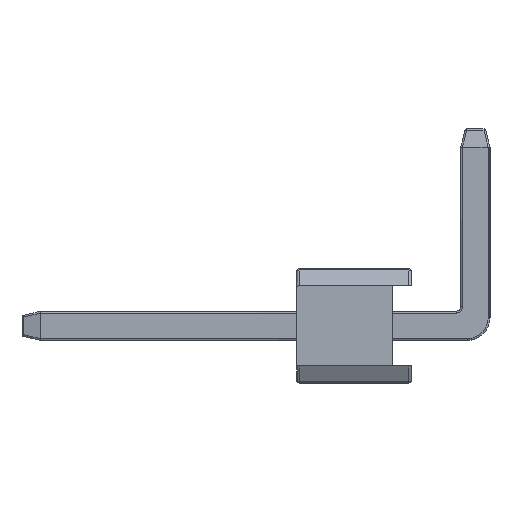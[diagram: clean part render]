
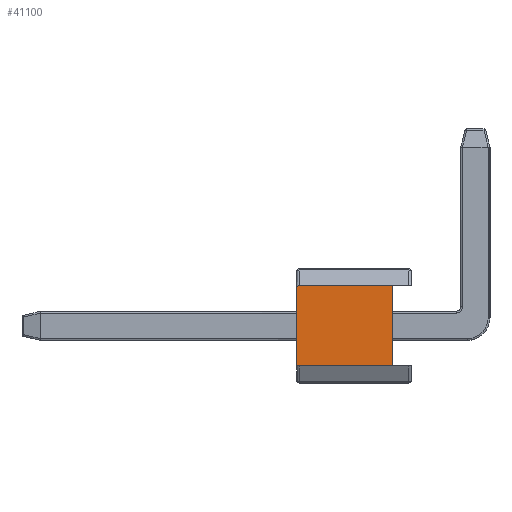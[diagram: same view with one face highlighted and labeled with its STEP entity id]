
A CAD part, left-side view. The second image highlights one B-rep face of the part: STEP entity #41100.
In plain terms, the highlighted planar face has unit normal (-1, 0, -0.004).
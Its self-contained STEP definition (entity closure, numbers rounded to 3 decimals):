
#1084 = VECTOR ( 'NONE', #42862, 1000. ) ;
#1333 = ORIENTED_EDGE ( 'NONE', *, *, #31655, .T. ) ;
#2100 = VERTEX_POINT ( 'NONE', #22611 ) ;
#2439 = VERTEX_POINT ( 'NONE', #36300 ) ;
#2667 = CARTESIAN_POINT ( 'NONE',  ( -44.443, 1.25, -0.875 ) ) ;
#2724 = CARTESIAN_POINT ( 'NONE',  ( -44.443, 1.2, -0.875 ) ) ;
#3449 = CARTESIAN_POINT ( 'NONE',  ( -44.443, 1.25, -0.825 ) ) ;
#4263 = CARTESIAN_POINT ( 'NONE',  ( -44.45, 1.2, 0.875 ) ) ;
#5263 = CARTESIAN_POINT ( 'NONE',  ( -44.443, -0.85, -0.875 ) ) ;
#5656 = VECTOR ( 'NONE', #60066, 1000. ) ;
#6021 = VECTOR ( 'NONE', #30975, 1000. ) ;
#6961 = LINE ( 'NONE', #42375, #55894 ) ;
#8041 = EDGE_CURVE ( 'NONE', #57286, #35580, #43358, .T. ) ;
#8207 = CARTESIAN_POINT ( 'NONE',  ( -44.443, 1.229, -0.875 ) ) ;
#8644 = ORIENTED_EDGE ( 'NONE', *, *, #43914, .T. ) ;
#9029 = CARTESIAN_POINT ( 'NONE',  ( -44.45, 1.229, 0.875 ) ) ;
#9910 = EDGE_CURVE ( 'NONE', #2100, #2439, #6961, .T. ) ;
#10694 = VERTEX_POINT ( 'NONE', #2724 ) ;
#13644 = LINE ( 'NONE', #5263, #1084 ) ;
#19672 =( BOUNDED_CURVE ( )  B_SPLINE_CURVE ( 3, ( #4263, #9029, #61254, #32764 ),
 .UNSPECIFIED., .F., .F. ) 
 B_SPLINE_CURVE_WITH_KNOTS ( ( 4, 4 ),
 ( 0., 1.571 ),
 .UNSPECIFIED. ) 
 CURVE ( )  GEOMETRIC_REPRESENTATION_ITEM ( )  RATIONAL_B_SPLINE_CURVE ( ( 1., 0.805, 0.805, 1. ) ) 
 REPRESENTATION_ITEM ( '' )  );
#21864 = CARTESIAN_POINT ( 'NONE',  ( -44.45, 1.25, 0.875 ) ) ;
#22611 = CARTESIAN_POINT ( 'NONE',  ( -44.443, 1.25, -0.825 ) ) ;
#23387 = ORIENTED_EDGE ( 'NONE', *, *, #8041, .F. ) ;
#24029 = ORIENTED_EDGE ( 'NONE', *, *, #9910, .F. ) ;
#24301 = DIRECTION ( 'NONE',  ( 0.004, 0., -1. ) ) ;
#26657 = CARTESIAN_POINT ( 'NONE',  ( -44.45, -0.85, 0.875 ) ) ;
#26983 = CARTESIAN_POINT ( 'NONE',  ( -44.443, 1.25, -0.854 ) ) ;
#29141 = FACE_OUTER_BOUND ( 'NONE', #60218, .T. ) ;
#30975 = DIRECTION ( 'NONE',  ( 0., -1., 0. ) ) ;
#31096 = VERTEX_POINT ( 'NONE', #31621 ) ;
#31391 =( BOUNDED_CURVE ( )  B_SPLINE_CURVE ( 3, ( #3449, #26983, #8207, #41267 ),
 .UNSPECIFIED., .F., .F. ) 
 B_SPLINE_CURVE_WITH_KNOTS ( ( 4, 4 ),
 ( 4.712, 6.283 ),
 .UNSPECIFIED. ) 
 CURVE ( )  GEOMETRIC_REPRESENTATION_ITEM ( )  RATIONAL_B_SPLINE_CURVE ( ( 1., 0.805, 0.805, 1. ) ) 
 REPRESENTATION_ITEM ( '' )  );
#31621 = CARTESIAN_POINT ( 'NONE',  ( -44.443, -0.85, -0.875 ) ) ;
#31655 = EDGE_CURVE ( 'NONE', #2100, #10694, #31391, .T. ) ;
#32624 = LINE ( 'NONE', #2667, #6021 ) ;
#32764 = CARTESIAN_POINT ( 'NONE',  ( -44.45, 1.25, 0.825 ) ) ;
#34748 = EDGE_CURVE ( 'NONE', #57286, #2439, #19672, .T. ) ;
#35580 = VERTEX_POINT ( 'NONE', #26657 ) ;
#36300 = CARTESIAN_POINT ( 'NONE',  ( -44.45, 1.25, 0.825 ) ) ;
#37839 = ORIENTED_EDGE ( 'NONE', *, *, #34748, .T. ) ;
#38368 = CARTESIAN_POINT ( 'NONE',  ( -44.443, 1.25, -0.875 ) ) ;
#41100 = ADVANCED_FACE ( 'NONE', ( #29141 ), #47899, .F. ) ;
#41267 = CARTESIAN_POINT ( 'NONE',  ( -44.443, 1.2, -0.875 ) ) ;
#41972 = ORIENTED_EDGE ( 'NONE', *, *, #57718, .F. ) ;
#42375 = CARTESIAN_POINT ( 'NONE',  ( -44.443, 1.25, -0.875 ) ) ;
#42862 = DIRECTION ( 'NONE',  ( 0.004, 0., -1. ) ) ;
#43358 = LINE ( 'NONE', #21864, #5656 ) ;
#43914 = EDGE_CURVE ( 'NONE', #10694, #31096, #32624, .T. ) ;
#47899 = PLANE ( 'NONE',  #54604 ) ;
#49151 = CARTESIAN_POINT ( 'NONE',  ( -44.45, 1.2, 0.875 ) ) ;
#52716 = DIRECTION ( 'NONE',  ( 1., 0., 0.004 ) ) ;
#54604 = AXIS2_PLACEMENT_3D ( 'NONE', #38368, #52716, #24301 ) ;
#55894 = VECTOR ( 'NONE', #61576, 1000. ) ;
#57286 = VERTEX_POINT ( 'NONE', #49151 ) ;
#57718 = EDGE_CURVE ( 'NONE', #35580, #31096, #13644, .T. ) ;
#60066 = DIRECTION ( 'NONE',  ( 0., -1., 0. ) ) ;
#60218 = EDGE_LOOP ( 'NONE', ( #24029, #1333, #8644, #41972, #23387, #37839 ) ) ;
#61254 = CARTESIAN_POINT ( 'NONE',  ( -44.45, 1.25, 0.854 ) ) ;
#61576 = DIRECTION ( 'NONE',  ( -0.004, 0., 1. ) ) ;
